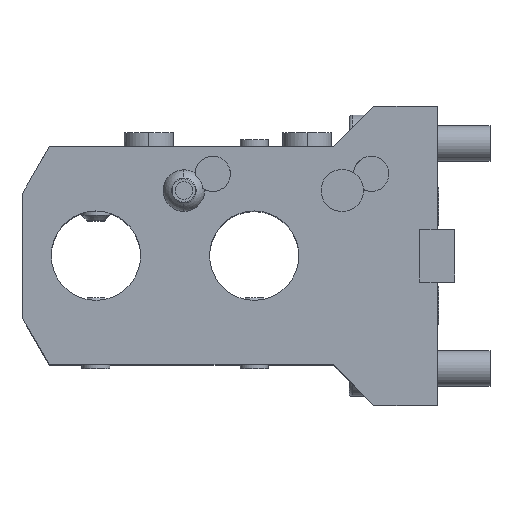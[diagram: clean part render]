
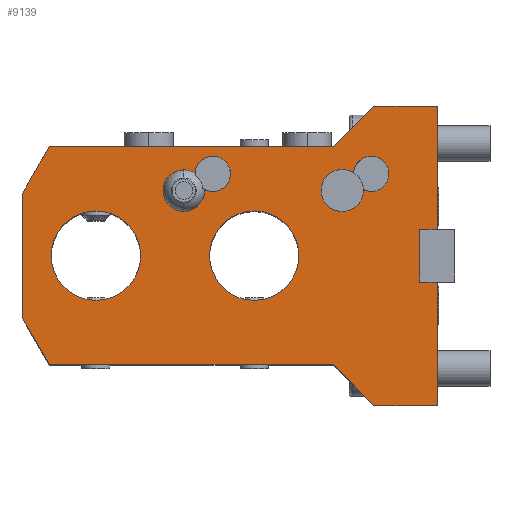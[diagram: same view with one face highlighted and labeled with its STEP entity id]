
A CAD part, top view. The second image highlights one B-rep face of the part: STEP entity #9139.
In plain terms, the highlighted planar face has unit normal (0, 0, 1).
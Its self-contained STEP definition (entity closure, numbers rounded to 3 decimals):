
#23=DIRECTION('',(0.,1.,0.));
#24=VECTOR('',#23,35.);
#25=CARTESIAN_POINT('',(0.,7.5,55.));
#26=LINE('',#25,#24);
#253=DIRECTION('',(0.,1.,0.));
#254=VECTOR('',#253,35.);
#255=CARTESIAN_POINT('',(0.,-42.5,55.));
#256=LINE('',#255,#254);
#341=DIRECTION('',(-1.,0.,0.));
#342=VECTOR('',#341,5.);
#343=CARTESIAN_POINT('',(0.,-7.5,55.));
#344=LINE('',#343,#342);
#345=DIRECTION('',(-1.,0.,0.));
#346=VECTOR('',#345,18.);
#347=CARTESIAN_POINT('',(0.,-42.5,55.));
#348=LINE('',#347,#346);
#349=DIRECTION('',(-0.707,0.707,0.));
#350=VECTOR('',#349,16.263);
#351=CARTESIAN_POINT('',(-18.,-42.5,55.));
#352=LINE('',#351,#350);
#353=DIRECTION('',(-1.,0.,0.));
#354=VECTOR('',#353,80.706);
#355=CARTESIAN_POINT('',(-29.5,-31.,55.));
#356=LINE('',#355,#354);
#357=DIRECTION('',(-0.5,0.866,0.));
#358=VECTOR('',#357,15.588);
#359=CARTESIAN_POINT('',(-110.206,-31.,55.));
#360=LINE('',#359,#358);
#361=DIRECTION('',(0.5,0.866,0.));
#362=VECTOR('',#361,15.588);
#363=CARTESIAN_POINT('',(-118.,17.5,55.));
#364=LINE('',#363,#362);
#365=DIRECTION('',(1.,0.,0.));
#366=VECTOR('',#365,80.706);
#367=CARTESIAN_POINT('',(-110.206,31.,55.));
#368=LINE('',#367,#366);
#369=DIRECTION('',(0.707,0.707,0.));
#370=VECTOR('',#369,16.263);
#371=CARTESIAN_POINT('',(-29.5,31.,55.));
#372=LINE('',#371,#370);
#373=DIRECTION('',(-1.,0.,0.));
#374=VECTOR('',#373,5.);
#375=CARTESIAN_POINT('',(0.,7.5,55.));
#376=LINE('',#375,#374);
#377=DIRECTION('',(0.,1.,0.));
#378=VECTOR('',#377,15.);
#379=CARTESIAN_POINT('',(-5.,-7.5,55.));
#380=LINE('',#379,#378);
#381=CARTESIAN_POINT('',(-97.,0.,55.));
#382=DIRECTION('',(0.,0.,1.));
#383=DIRECTION('',(0.,1.,0.));
#384=AXIS2_PLACEMENT_3D('',#381,#382,#383);
#386=CARTESIAN_POINT('',(-97.,0.,55.));
#387=DIRECTION('',(0.,0.,1.));
#388=DIRECTION('',(0.,-1.,0.));
#389=AXIS2_PLACEMENT_3D('',#386,#387,#388);
#391=CARTESIAN_POINT('',(-52.,0.,55.));
#392=DIRECTION('',(0.,0.,1.));
#393=DIRECTION('',(0.,1.,0.));
#394=AXIS2_PLACEMENT_3D('',#391,#392,#393);
#396=CARTESIAN_POINT('',(-52.,0.,55.));
#397=DIRECTION('',(0.,0.,1.));
#398=DIRECTION('',(0.,-1.,0.));
#399=AXIS2_PLACEMENT_3D('',#396,#397,#398);
#401=CARTESIAN_POINT('',(-27.,18.5,55.));
#402=DIRECTION('',(0.,0.,-1.));
#403=DIRECTION('',(0.,1.,0.));
#404=AXIS2_PLACEMENT_3D('',#401,#402,#403);
#406=CARTESIAN_POINT('',(-27.,18.5,55.));
#407=DIRECTION('',(0.,0.,-1.));
#408=DIRECTION('',(0.,-1.,0.));
#409=AXIS2_PLACEMENT_3D('',#406,#407,#408);
#411=CARTESIAN_POINT('',(-72.,18.5,55.));
#412=DIRECTION('',(0.,0.,-1.));
#413=DIRECTION('',(0.,1.,0.));
#414=AXIS2_PLACEMENT_3D('',#411,#412,#413);
#416=CARTESIAN_POINT('',(-72.,18.5,55.));
#417=DIRECTION('',(0.,0.,-1.));
#418=DIRECTION('',(0.,-1.,0.));
#419=AXIS2_PLACEMENT_3D('',#416,#417,#418);
#421=CARTESIAN_POINT('',(-72.,18.5,55.));
#422=DIRECTION('',(0.,0.,-1.));
#423=DIRECTION('',(0.936,0.353,0.));
#424=AXIS2_PLACEMENT_3D('',#421,#422,#423);
#426=CARTESIAN_POINT('',(-18.773,23.25,55.));
#427=DIRECTION('',(0.,0.,-1.));
#428=DIRECTION('',(0.,1.,0.));
#429=AXIS2_PLACEMENT_3D('',#426,#427,#428);
#431=CARTESIAN_POINT('',(-18.773,23.25,55.));
#432=DIRECTION('',(0.,0.,-1.));
#433=DIRECTION('',(0.,-1.,0.));
#434=AXIS2_PLACEMENT_3D('',#431,#432,#433);
#864=DIRECTION('',(0.,1.,0.));
#865=VECTOR('',#864,35.);
#866=CARTESIAN_POINT('',(-118.,-17.5,55.));
#867=LINE('',#866,#865);
#1628=DIRECTION('',(-1.,0.,0.));
#1629=VECTOR('',#1628,18.);
#1630=CARTESIAN_POINT('',(0.,42.5,55.));
#1631=LINE('',#1630,#1629);
#6597=CARTESIAN_POINT('',(-63.773,23.25,55.));
#6598=DIRECTION('',(0.,0.,-1.));
#6599=DIRECTION('',(-0.964,-0.266,0.));
#6600=AXIS2_PLACEMENT_3D('',#6597,#6598,#6599);
#6612=CARTESIAN_POINT('',(-67.436,22.241,55.));
#6657=CARTESIAN_POINT('',(-66.479,20.582,55.));
#7589=CARTESIAN_POINT('',(0.,42.5,55.));
#7591=VERTEX_POINT('',#7589);
#7594=CARTESIAN_POINT('',(0.,-42.5,55.));
#7596=VERTEX_POINT('',#7594);
#7598=CARTESIAN_POINT('',(-118.,17.5,55.));
#7600=VERTEX_POINT('',#7598);
#7602=CARTESIAN_POINT('',(-118.,-17.5,55.));
#7604=VERTEX_POINT('',#7602);
#7605=CARTESIAN_POINT('',(-18.,42.5,55.));
#7607=VERTEX_POINT('',#7605);
#7619=CARTESIAN_POINT('',(-18.,-42.5,55.));
#7620=VERTEX_POINT('',#7619);
#7621=CARTESIAN_POINT('',(-110.206,31.,55.));
#7622=VERTEX_POINT('',#7621);
#7623=CARTESIAN_POINT('',(-29.5,31.,55.));
#7624=VERTEX_POINT('',#7623);
#7625=CARTESIAN_POINT('',(-29.5,-31.,55.));
#7626=VERTEX_POINT('',#7625);
#7627=CARTESIAN_POINT('',(-110.206,-31.,55.));
#7628=VERTEX_POINT('',#7627);
#7637=CARTESIAN_POINT('',(-97.,12.7,55.));
#7638=CARTESIAN_POINT('',(-97.,-12.7,55.));
#7639=VERTEX_POINT('',#7637);
#7640=VERTEX_POINT('',#7638);
#7641=CARTESIAN_POINT('',(-52.,12.7,55.));
#7642=CARTESIAN_POINT('',(-52.,-12.7,55.));
#7643=VERTEX_POINT('',#7641);
#7644=VERTEX_POINT('',#7642);
#7687=CARTESIAN_POINT('',(0.,-7.5,55.));
#7688=CARTESIAN_POINT('',(-5.,-7.5,55.));
#7689=VERTEX_POINT('',#7687);
#7690=VERTEX_POINT('',#7688);
#7691=CARTESIAN_POINT('',(0.,7.5,55.));
#7692=CARTESIAN_POINT('',(-5.,7.5,55.));
#7693=VERTEX_POINT('',#7691);
#7694=VERTEX_POINT('',#7692);
#7885=CARTESIAN_POINT('',(-27.,24.401,55.));
#7886=CARTESIAN_POINT('',(-27.,12.599,55.));
#7887=VERTEX_POINT('',#7885);
#7888=VERTEX_POINT('',#7886);
#7905=CARTESIAN_POINT('',(-72.,12.599,55.));
#7906=CARTESIAN_POINT('',(-72.,24.401,55.));
#7907=VERTEX_POINT('',#7905);
#7908=VERTEX_POINT('',#7906);
#7913=VERTEX_POINT('',#6612);
#7916=VERTEX_POINT('',#6657);
#7947=CARTESIAN_POINT('',(-18.773,26.55,55.));
#7948=CARTESIAN_POINT('',(-18.773,19.95,55.));
#7949=VERTEX_POINT('',#7947);
#7950=VERTEX_POINT('',#7948);
#9074=CARTESIAN_POINT('',(0.,-42.5,55.));
#9075=DIRECTION('',(0.,0.,1.));
#9076=DIRECTION('',(0.,1.,0.));
#9077=AXIS2_PLACEMENT_3D('',#9074,#9075,#9076);
#9078=PLANE('',#9077);
#9079=ORIENTED_EDGE('',*,*,#9068,.F.);
#9080=ORIENTED_EDGE('',*,*,#8956,.F.);
#9082=ORIENTED_EDGE('',*,*,#9081,.T.);
#9084=ORIENTED_EDGE('',*,*,#9083,.T.);
#9086=ORIENTED_EDGE('',*,*,#9085,.T.);
#9088=ORIENTED_EDGE('',*,*,#9087,.T.);
#9090=ORIENTED_EDGE('',*,*,#9089,.T.);
#9092=ORIENTED_EDGE('',*,*,#9091,.T.);
#9094=ORIENTED_EDGE('',*,*,#9093,.T.);
#9096=ORIENTED_EDGE('',*,*,#9095,.T.);
#9098=ORIENTED_EDGE('',*,*,#9097,.F.);
#9099=ORIENTED_EDGE('',*,*,#8733,.F.);
#9101=ORIENTED_EDGE('',*,*,#9100,.T.);
#9102=ORIENTED_EDGE('',*,*,#9054,.F.);
#9103=EDGE_LOOP('',(#9079,#9080,#9082,#9084,#9086,#9088,#9090,#9092,#9094,#9096,
#9098,#9099,#9101,#9102));
#9104=FACE_OUTER_BOUND('',#9103,.F.);
#9106=ORIENTED_EDGE('',*,*,#9105,.T.);
#9108=ORIENTED_EDGE('',*,*,#9107,.T.);
#9109=EDGE_LOOP('',(#9106,#9108));
#9110=FACE_BOUND('',#9109,.F.);
#9112=ORIENTED_EDGE('',*,*,#9111,.T.);
#9114=ORIENTED_EDGE('',*,*,#9113,.T.);
#9115=EDGE_LOOP('',(#9112,#9114));
#9116=FACE_BOUND('',#9115,.F.);
#9118=ORIENTED_EDGE('',*,*,#9117,.F.);
#9120=ORIENTED_EDGE('',*,*,#9119,.F.);
#9121=EDGE_LOOP('',(#9118,#9120));
#9122=FACE_BOUND('',#9121,.F.);
#9124=ORIENTED_EDGE('',*,*,#9123,.F.);
#9126=ORIENTED_EDGE('',*,*,#9125,.F.);
#9128=ORIENTED_EDGE('',*,*,#9127,.F.);
#9130=ORIENTED_EDGE('',*,*,#9129,.F.);
#9131=EDGE_LOOP('',(#9124,#9126,#9128,#9130));
#9132=FACE_BOUND('',#9131,.F.);
#9134=ORIENTED_EDGE('',*,*,#9133,.F.);
#9136=ORIENTED_EDGE('',*,*,#9135,.F.);
#9137=EDGE_LOOP('',(#9134,#9136));
#9138=FACE_BOUND('',#9137,.F.);
#9139=ADVANCED_FACE('',(#9104,#9110,#9116,#9122,#9132,#9138),#9078,.T.);
#385=CIRCLE('',#384,12.7);
#390=CIRCLE('',#389,12.7);
#395=CIRCLE('',#394,12.7);
#400=CIRCLE('',#399,12.7);
#405=CIRCLE('',#404,5.901);
#410=CIRCLE('',#409,5.901);
#415=CIRCLE('',#414,5.901);
#420=CIRCLE('',#419,5.901);
#425=CIRCLE('',#424,5.901);
#430=CIRCLE('',#429,3.3);
#435=CIRCLE('',#434,3.3);
#6601=CIRCLE('',#6600,3.8);
#8733=EDGE_CURVE('',#7693,#7591,#26,.T.);
#8956=EDGE_CURVE('',#7596,#7689,#256,.T.);
#9054=EDGE_CURVE('',#7690,#7694,#380,.T.);
#9068=EDGE_CURVE('',#7689,#7690,#344,.T.);
#9081=EDGE_CURVE('',#7596,#7620,#348,.T.);
#9083=EDGE_CURVE('',#7620,#7626,#352,.T.);
#9085=EDGE_CURVE('',#7626,#7628,#356,.T.);
#9087=EDGE_CURVE('',#7628,#7604,#360,.T.);
#9089=EDGE_CURVE('',#7604,#7600,#867,.T.);
#9091=EDGE_CURVE('',#7600,#7622,#364,.T.);
#9093=EDGE_CURVE('',#7622,#7624,#368,.T.);
#9095=EDGE_CURVE('',#7624,#7607,#372,.T.);
#9097=EDGE_CURVE('',#7591,#7607,#1631,.T.);
#9100=EDGE_CURVE('',#7693,#7694,#376,.T.);
#9105=EDGE_CURVE('',#7639,#7640,#385,.T.);
#9107=EDGE_CURVE('',#7640,#7639,#390,.T.);
#9111=EDGE_CURVE('',#7643,#7644,#395,.T.);
#9113=EDGE_CURVE('',#7644,#7643,#400,.T.);
#9117=EDGE_CURVE('',#7887,#7888,#405,.T.);
#9119=EDGE_CURVE('',#7888,#7887,#410,.T.);
#9123=EDGE_CURVE('',#7913,#7916,#6601,.T.);
#9125=EDGE_CURVE('',#7908,#7913,#415,.T.);
#9127=EDGE_CURVE('',#7907,#7908,#420,.T.);
#9129=EDGE_CURVE('',#7916,#7907,#425,.T.);
#9133=EDGE_CURVE('',#7949,#7950,#430,.T.);
#9135=EDGE_CURVE('',#7950,#7949,#435,.T.);
